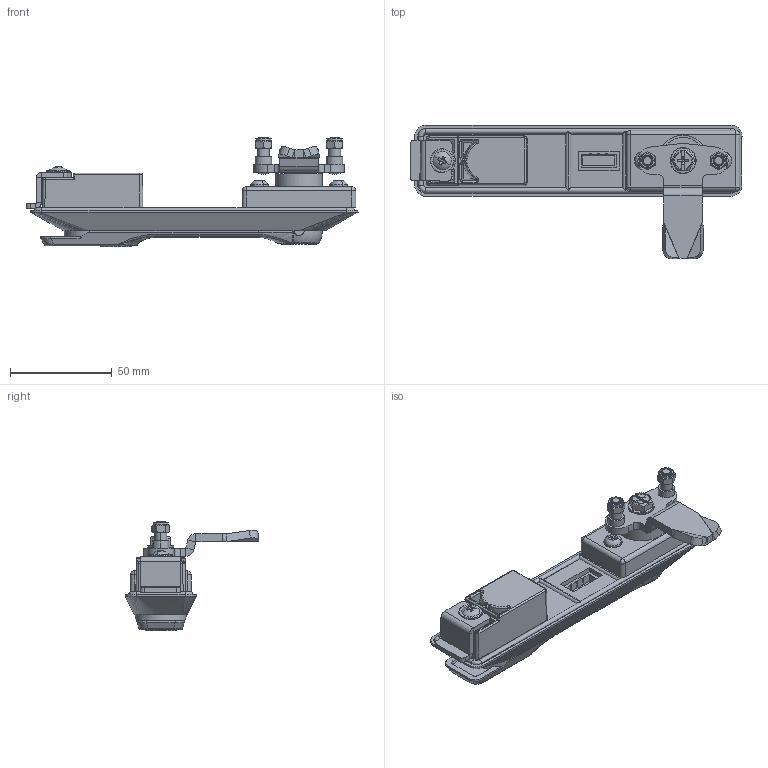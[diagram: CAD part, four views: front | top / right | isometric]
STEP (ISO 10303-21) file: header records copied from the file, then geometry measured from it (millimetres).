
FILE_DESCRIPTION (( 'STEP AP203' ), '1' );
FILE_NAME ('KI25.5.05.14.STEP', '2022-04-28T12:25:30', ( '' ), ( '' ), 'SwSTEP 2.0', 'SolidWorks 2021', '' );
FILE_SCHEMA (( 'CONFIG_CONTROL_DESIGN' ));
Length unit declared in the file: millimetre
Products named in the file (1): KI25.5.05.14
Bounding box: 163.3 x 65.78 x 53.85 mm (x, y, z)
Surface area: 37588.9 mm2 (no closed solid volume)
Topology: 0 solids, 36 shells, 545 faces, 1611 edges, 1089 vertices
Faces by surface type: plane 231, cylinder 134, bspline 86, torus 47, cone 33, sphere 14
Entity records: 26485 total; most frequent: CARTESIAN_POINT 13531, ORIENTED_EDGE 2746, DIRECTION 2278, EDGE_CURVE 1607, VERTEX_POINT 1088, AXIS2_PLACEMENT_3D 863, EDGE_LOOP 585, VECTOR 552
